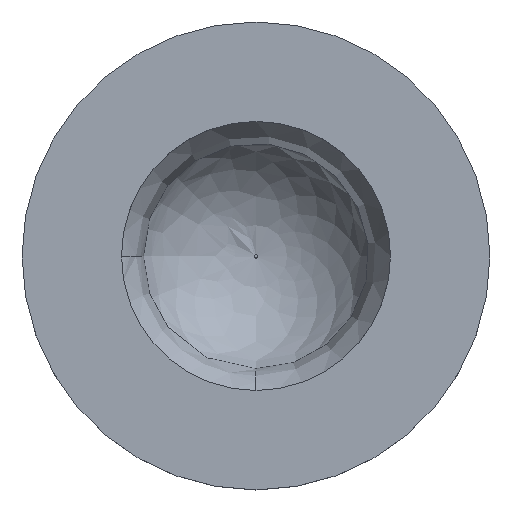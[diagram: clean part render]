
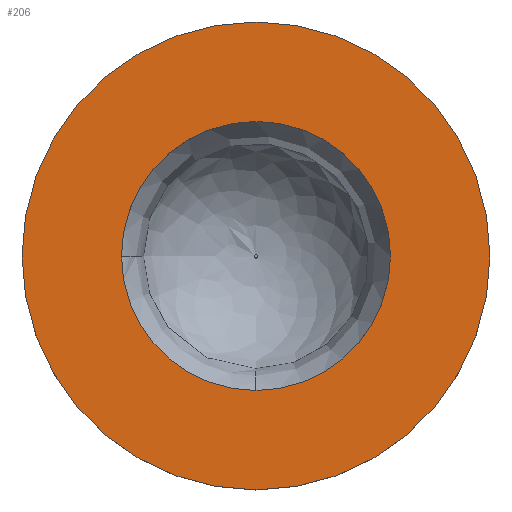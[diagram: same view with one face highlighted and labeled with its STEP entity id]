
A CAD part, top view. The second image highlights one B-rep face of the part: STEP entity #206.
In plain terms, the highlighted planar face has unit normal (0, 0, 1).
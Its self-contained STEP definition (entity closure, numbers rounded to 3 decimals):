
#22=FACE_BOUND('',#66,.T.);
#25=PLANE('',#243);
#51=FACE_OUTER_BOUND('',#65,.T.);
#65=EDGE_LOOP('',(#171));
#66=EDGE_LOOP('',(#172));
#87=CIRCLE('',#244,15.);
#88=CIRCLE('',#245,8.625);
#105=VERTEX_POINT('',#786);
#106=VERTEX_POINT('',#788);
#129=EDGE_CURVE('',#105,#105,#87,.T.);
#130=EDGE_CURVE('',#106,#106,#88,.T.);
#171=ORIENTED_EDGE('',*,*,#129,.F.);
#172=ORIENTED_EDGE('',*,*,#130,.T.);
#206=ADVANCED_FACE('',(#51,#22),#25,.F.);
#243=AXIS2_PLACEMENT_3D('',#785,#296,#297);
#244=AXIS2_PLACEMENT_3D('',#787,#298,#299);
#245=AXIS2_PLACEMENT_3D('',#789,#300,#301);
#296=DIRECTION('center_axis',(0.,0.,-1.));
#297=DIRECTION('ref_axis',(0.,1.,0.));
#298=DIRECTION('center_axis',(0.,0.,-1.));
#299=DIRECTION('ref_axis',(0.,1.,0.));
#300=DIRECTION('center_axis',(0.,0.,-1.));
#301=DIRECTION('ref_axis',(0.,1.,0.));
#785=CARTESIAN_POINT('Origin',(0.,-8.625,25.08));
#786=CARTESIAN_POINT('',(0.,-15.,25.08));
#787=CARTESIAN_POINT('Origin',(0.,0.,25.08));
#788=CARTESIAN_POINT('',(0.,-8.625,25.08));
#789=CARTESIAN_POINT('Origin',(0.,0.,25.08));
